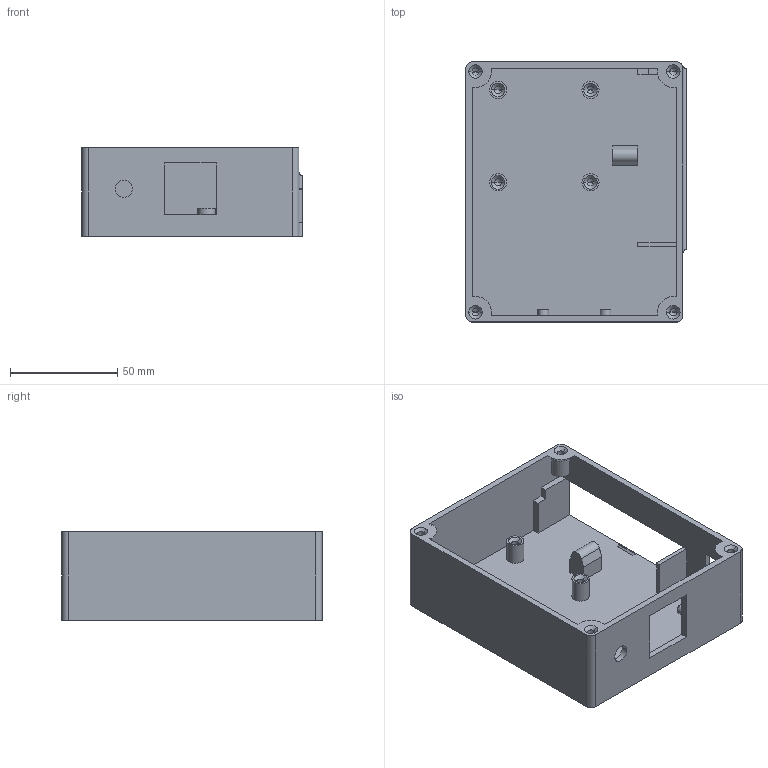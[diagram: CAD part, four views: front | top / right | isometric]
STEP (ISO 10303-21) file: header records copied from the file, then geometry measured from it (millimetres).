
FILE_DESCRIPTION (( 'STEP AP203' ), '1' );
FILE_NAME ('Case_Sensor.STEP', '2023-07-31T13:10:00', ( '' ), ( '' ), 'SwSTEP 2.0', 'SolidWorks 2023', '' );
FILE_SCHEMA (( 'CONFIG_CONTROL_DESIGN' ));
Length unit declared in the file: millimetre
Products named in the file (1): Case_Sensor
Bounding box: 102.5 x 121 x 41 mm (x, y, z)
Volume: 84597.8 mm3; surface area: 58867.2 mm2
Topology: 2 solids, 2 shells, 187 faces, 483 edges, 286 vertices
Faces by surface type: cylinder 62, plane 61, cone 58, torus 4, bspline 2
Entity records: 5708 total; most frequent: CARTESIAN_POINT 1194, DIRECTION 940, ORIENTED_EDGE 906, EDGE_CURVE 453, AXIS2_PLACEMENT_3D 336, VERTEX_POINT 286, LINE 268, VECTOR 268
